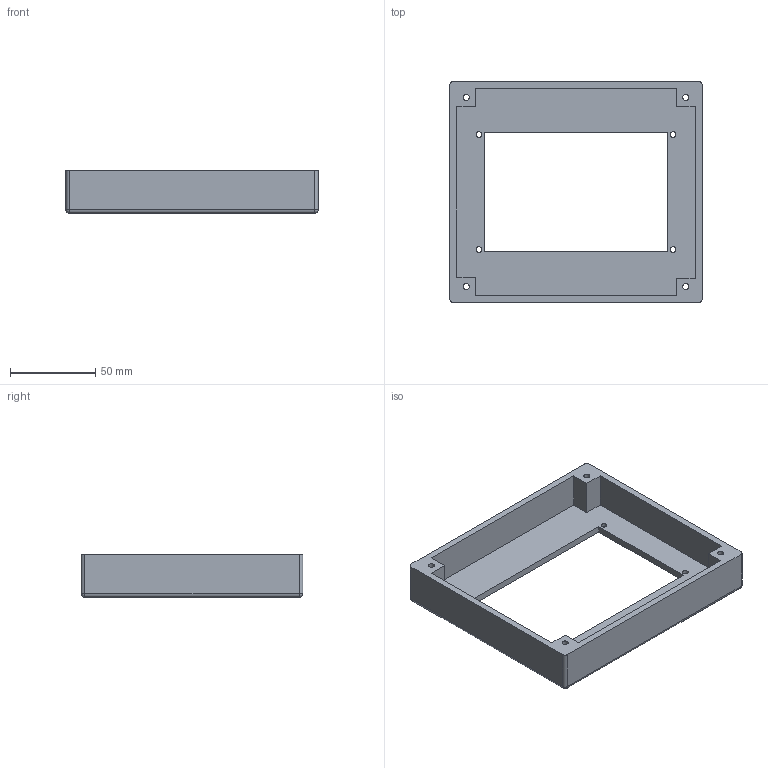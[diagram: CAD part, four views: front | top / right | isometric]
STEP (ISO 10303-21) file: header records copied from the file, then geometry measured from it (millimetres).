
FILE_DESCRIPTION(/* description */ (''),/* implementation_level */ '2;1');
FILE_NAME(/* name */ '16 - Case lid.stp',/* time_stamp */ '2023-06-26T15:44:57+02:00',/* author */ ('3D'),/* organization */ (''),/* preprocessor_version */ 'ST-DEVELOPER v18.1',/* originating_system */ 'Autodesk Inventor 2022',/* authorisation */ '');
FILE_SCHEMA (('AUTOMOTIVE_DESIGN { 1 0 10303 214 3 1 1 }'));
Length unit declared in the file: millimetre
Products named in the file (1): case cap for heating + valve
Bounding box: 148 x 130 x 25 mm (x, y, z)
Volume: 100252.3 mm3; surface area: 50242.7 mm2
Topology: 1 solids, 1 shells, 47 faces, 116 edges, 72 vertices
Faces by surface type: plane 23, cylinder 16, sphere 4, cone 4
Full cylindrical faces by diameter (mm): 3.4 x4, 3.6 x4
Entity records: 1455 total; most frequent: DIRECTION 248, CARTESIAN_POINT 236, ORIENTED_EDGE 232, EDGE_CURVE 116, AXIS2_PLACEMENT_3D 84, LINE 80, VECTOR 80, VERTEX_POINT 72
